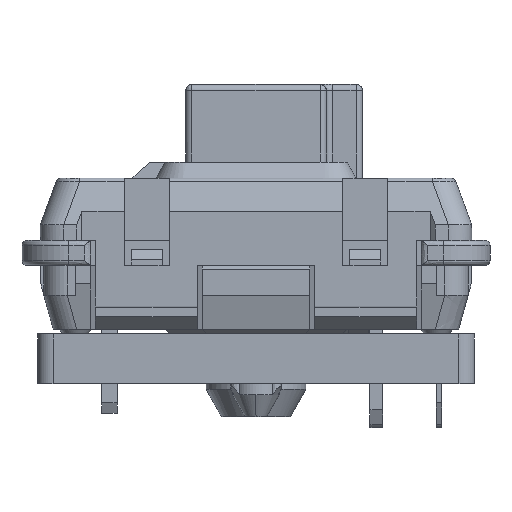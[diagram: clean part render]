
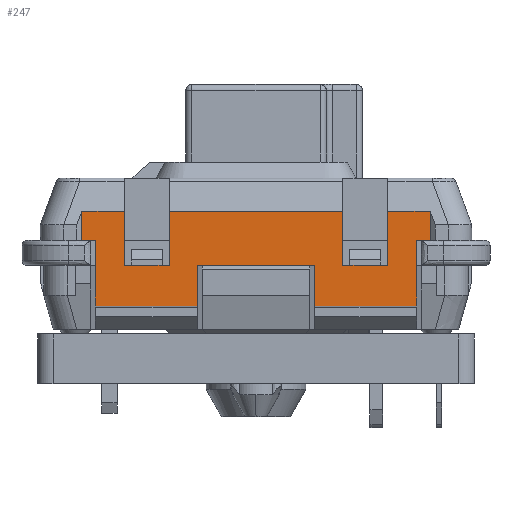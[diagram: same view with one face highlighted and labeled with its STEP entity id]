
A CAD part, left-side view. The second image highlights one B-rep face of the part: STEP entity #247.
In plain terms, the highlighted planar face has unit normal (-1, 0, 0).
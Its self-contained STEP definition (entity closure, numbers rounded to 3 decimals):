
#247=ADVANCED_FACE('',(#802),#9081,.T.);
#802=FACE_OUTER_BOUND('',#1358,.T.);
#1358=EDGE_LOOP('',(#2312,#2313,#2314,#2315,#2316,#2317,#2318,#2319,#2320,
#2321,#2322,#2323,#2324,#2325,#2326,#2327,#2328,#2329,#2330,#2331));
#2312=ORIENTED_EDGE('',*,*,#4840,.F.);
#2313=ORIENTED_EDGE('',*,*,#5102,.F.);
#2314=ORIENTED_EDGE('',*,*,#5105,.T.);
#2315=ORIENTED_EDGE('',*,*,#5097,.F.);
#2316=ORIENTED_EDGE('',*,*,#5074,.T.);
#2317=ORIENTED_EDGE('',*,*,#5071,.F.);
#2318=ORIENTED_EDGE('',*,*,#5057,.F.);
#2319=ORIENTED_EDGE('',*,*,#5067,.F.);
#2320=ORIENTED_EDGE('',*,*,#5037,.T.);
#2321=ORIENTED_EDGE('',*,*,#5033,.F.);
#2322=ORIENTED_EDGE('',*,*,#5022,.F.);
#2323=ORIENTED_EDGE('',*,*,#5028,.F.);
#2324=ORIENTED_EDGE('',*,*,#5106,.T.);
#2325=ORIENTED_EDGE('',*,*,#5101,.F.);
#2326=ORIENTED_EDGE('',*,*,#5104,.T.);
#2327=ORIENTED_EDGE('',*,*,#5103,.F.);
#2328=ORIENTED_EDGE('',*,*,#5107,.F.);
#2329=ORIENTED_EDGE('',*,*,#4853,.F.);
#2330=ORIENTED_EDGE('',*,*,#4832,.T.);
#2331=ORIENTED_EDGE('',*,*,#4855,.F.);
#4832=EDGE_CURVE('',#7792,#7791,#6871,.T.);
#4840=EDGE_CURVE('',#7797,#7798,#6879,.T.);
#4853=EDGE_CURVE('',#7792,#7809,#6892,.T.);
#4855=EDGE_CURVE('',#7798,#7791,#6894,.T.);
#5022=EDGE_CURVE('',#7925,#7924,#7061,.T.);
#5028=EDGE_CURVE('',#7927,#7925,#7067,.T.);
#5033=EDGE_CURVE('',#7924,#7931,#7072,.T.);
#5037=EDGE_CURVE('',#7934,#7931,#6298,.T.);
#5057=EDGE_CURVE('',#7951,#7950,#7094,.T.);
#5067=EDGE_CURVE('',#7934,#7951,#7104,.T.);
#5071=EDGE_CURVE('',#7950,#7957,#7108,.T.);
#5074=EDGE_CURVE('',#7960,#7957,#6302,.T.);
#5097=EDGE_CURVE('',#7960,#7977,#7128,.T.);
#5101=EDGE_CURVE('',#7981,#7978,#7132,.T.);
#5102=EDGE_CURVE('',#7982,#7797,#7133,.T.);
#5103=EDGE_CURVE('',#7983,#7984,#7134,.T.);
#5104=EDGE_CURVE('',#7981,#7984,#7135,.T.);
#5105=EDGE_CURVE('',#7982,#7977,#7136,.T.);
#5106=EDGE_CURVE('',#7927,#7978,#6306,.T.);
#5107=EDGE_CURVE('',#7809,#7983,#7137,.T.);
#6298=(
BOUNDED_CURVE()
B_SPLINE_CURVE(2,(#12273,#12274,#12275),.UNSPECIFIED.,.F.,.F.)
B_SPLINE_CURVE_WITH_KNOTS((3,3),(-9.017,-3.305),
 .UNSPECIFIED.)
CURVE()
GEOMETRIC_REPRESENTATION_ITEM()
RATIONAL_B_SPLINE_CURVE((1.,1.,1.))
REPRESENTATION_ITEM('')
);
#6302=(
BOUNDED_CURVE()
B_SPLINE_CURVE(2,(#12356,#12357,#12358),.UNSPECIFIED.,.F.,.F.)
B_SPLINE_CURVE_WITH_KNOTS((3,3),(-11.894,-10.498),
 .UNSPECIFIED.)
CURVE()
GEOMETRIC_REPRESENTATION_ITEM()
RATIONAL_B_SPLINE_CURVE((1.,1.,1.))
REPRESENTATION_ITEM('')
);
#6306=(
BOUNDED_CURVE()
B_SPLINE_CURVE(2,(#12429,#12430,#12431),.UNSPECIFIED.,.F.,.F.)
B_SPLINE_CURVE_WITH_KNOTS((3,3),(-1.825,-0.428),
 .UNSPECIFIED.)
CURVE()
GEOMETRIC_REPRESENTATION_ITEM()
RATIONAL_B_SPLINE_CURVE((1.,1.,1.))
REPRESENTATION_ITEM('')
);
#6871=B_SPLINE_CURVE_WITH_KNOTS('',1,(#11416,#11417),.UNSPECIFIED.,.F.,
 .F.,(2,2),(-3.755,0.),.UNSPECIFIED.);
#6879=B_SPLINE_CURVE_WITH_KNOTS('',1,(#11433,#11434),.UNSPECIFIED.,.F.,
 .F.,(2,2),(2.974,6.242),.UNSPECIFIED.);
#6892=B_SPLINE_CURVE_WITH_KNOTS('',1,(#11459,#11460),.UNSPECIFIED.,.F.,
 .F.,(2,2),(0.,0.794),.UNSPECIFIED.);
#6894=B_SPLINE_CURVE_WITH_KNOTS('',1,(#11463,#11464),.UNSPECIFIED.,.F.,
 .F.,(2,2),(-0.794,0.),.UNSPECIFIED.);
#7061=B_SPLINE_CURVE_WITH_KNOTS('',1,(#12241,#12242),.UNSPECIFIED.,.F.,
 .F.,(2,2),(0.,1.441),.UNSPECIFIED.);
#7067=B_SPLINE_CURVE_WITH_KNOTS('',1,(#12253,#12254),.UNSPECIFIED.,.F.,
 .F.,(2,2),(1.587,2.8),.UNSPECIFIED.);
#7072=B_SPLINE_CURVE_WITH_KNOTS('',1,(#12265,#12266),.UNSPECIFIED.,.F.,
 .F.,(2,2),(-2.8,-1.587),.UNSPECIFIED.);
#7094=B_SPLINE_CURVE_WITH_KNOTS('',1,(#12319,#12320),.UNSPECIFIED.,.F.,
 .F.,(2,2),(-1.441,0.),.UNSPECIFIED.);
#7104=B_SPLINE_CURVE_WITH_KNOTS('',1,(#12339,#12340),.UNSPECIFIED.,.F.,
 .F.,(2,2),(1.587,2.8),.UNSPECIFIED.);
#7108=B_SPLINE_CURVE_WITH_KNOTS('',1,(#12349,#12350),.UNSPECIFIED.,.F.,
 .F.,(2,2),(-2.8,-1.587),.UNSPECIFIED.);
#7128=B_SPLINE_CURVE_WITH_KNOTS('',1,(#12409,#12410),.UNSPECIFIED.,.F.,
 .F.,(2,2),(2.589,3.531),.UNSPECIFIED.);
#7132=B_SPLINE_CURVE_WITH_KNOTS('',1,(#12419,#12420),.UNSPECIFIED.,.F.,
 .F.,(2,2),(-3.531,-2.589),.UNSPECIFIED.);
#7133=B_SPLINE_CURVE_WITH_KNOTS('',1,(#12421,#12422),.UNSPECIFIED.,.F.,
 .F.,(2,2),(3.531,5.635),.UNSPECIFIED.);
#7134=B_SPLINE_CURVE_WITH_KNOTS('',1,(#12423,#12424),.UNSPECIFIED.,.F.,
 .F.,(2,2),(0.179,2.283),.UNSPECIFIED.);
#7135=B_SPLINE_CURVE_WITH_KNOTS('',1,(#12425,#12426),.UNSPECIFIED.,.F.,
 .F.,(2,2),(-12.166,-11.69),.UNSPECIFIED.);
#7136=B_SPLINE_CURVE_WITH_KNOTS('',1,(#12427,#12428),.UNSPECIFIED.,.F.,
 .F.,(2,2),(-0.476,0.),.UNSPECIFIED.);
#7137=B_SPLINE_CURVE_WITH_KNOTS('',1,(#12432,#12433),.UNSPECIFIED.,.F.,
 .F.,(2,2),(9.997,13.265),.UNSPECIFIED.);
#7791=VERTEX_POINT('',#11031);
#7792=VERTEX_POINT('',#11032);
#7797=VERTEX_POINT('',#11037);
#7798=VERTEX_POINT('',#11038);
#7809=VERTEX_POINT('',#11049);
#7924=VERTEX_POINT('',#11164);
#7925=VERTEX_POINT('',#11165);
#7927=VERTEX_POINT('',#11167);
#7931=VERTEX_POINT('',#11171);
#7934=VERTEX_POINT('',#11174);
#7950=VERTEX_POINT('',#11190);
#7951=VERTEX_POINT('',#11191);
#7957=VERTEX_POINT('',#11197);
#7960=VERTEX_POINT('',#11200);
#7977=VERTEX_POINT('',#11217);
#7978=VERTEX_POINT('',#11218);
#7981=VERTEX_POINT('',#11221);
#7982=VERTEX_POINT('',#11222);
#7983=VERTEX_POINT('',#11223);
#7984=VERTEX_POINT('',#11224);
#9081=PLANE('',#9365);
#9365=AXIS2_PLACEMENT_3D('',#10471,#9632,$);
#9632=DIRECTION('',(-1.,0.,0.));
#10471=CARTESIAN_POINT('',(-6.749,5.582,1.742));
#11031=CARTESIAN_POINT('',(-6.749,-1.878,0.));
#11032=CARTESIAN_POINT('',(-6.749,1.878,0.));
#11037=CARTESIAN_POINT('',(-6.749,-5.145,-1.304));
#11038=CARTESIAN_POINT('',(-6.749,-1.878,-1.304));
#11049=CARTESIAN_POINT('',(-6.749,1.878,-1.304));
#11164=CARTESIAN_POINT('',(-6.749,2.781,0.));
#11165=CARTESIAN_POINT('',(-6.749,4.222,0.));
#11167=CARTESIAN_POINT('',(-6.749,4.222,1.742));
#11171=CARTESIAN_POINT('',(-6.749,2.781,1.742));
#11174=CARTESIAN_POINT('',(-6.749,-2.781,1.742));
#11190=CARTESIAN_POINT('',(-6.749,-4.222,0.));
#11191=CARTESIAN_POINT('',(-6.749,-2.781,0.));
#11197=CARTESIAN_POINT('',(-6.749,-4.222,1.742));
#11200=CARTESIAN_POINT('',(-6.749,-5.582,1.742));
#11217=CARTESIAN_POINT('',(-6.749,-5.582,0.8));
#11218=CARTESIAN_POINT('',(-6.749,5.582,1.742));
#11221=CARTESIAN_POINT('',(-6.749,5.582,0.8));
#11222=CARTESIAN_POINT('',(-6.749,-5.145,0.8));
#11223=CARTESIAN_POINT('',(-6.749,5.145,-1.304));
#11224=CARTESIAN_POINT('',(-6.749,5.145,0.8));
#11416=CARTESIAN_POINT('',(-6.749,1.878,0.));
#11417=CARTESIAN_POINT('',(-6.749,-1.878,0.));
#11433=CARTESIAN_POINT('',(-6.749,-5.145,-1.304));
#11434=CARTESIAN_POINT('',(-6.749,-1.878,-1.304));
#11459=CARTESIAN_POINT('',(-6.749,1.878,0.));
#11460=CARTESIAN_POINT('',(-6.749,1.878,-1.304));
#11463=CARTESIAN_POINT('',(-6.749,-1.878,-1.304));
#11464=CARTESIAN_POINT('',(-6.749,-1.878,0.));
#12241=CARTESIAN_POINT('',(-6.749,4.222,0.));
#12242=CARTESIAN_POINT('',(-6.749,2.781,0.));
#12253=CARTESIAN_POINT('',(-6.749,4.222,1.742));
#12254=CARTESIAN_POINT('',(-6.749,4.222,0.));
#12265=CARTESIAN_POINT('',(-6.749,2.781,0.));
#12266=CARTESIAN_POINT('',(-6.749,2.781,1.742));
#12273=CARTESIAN_POINT('',(-6.749,-2.781,1.742));
#12274=CARTESIAN_POINT('',(-6.749,0.,1.742));
#12275=CARTESIAN_POINT('',(-6.749,2.781,1.742));
#12319=CARTESIAN_POINT('',(-6.749,-2.781,0.));
#12320=CARTESIAN_POINT('',(-6.749,-4.222,0.));
#12339=CARTESIAN_POINT('',(-6.749,-2.781,1.742));
#12340=CARTESIAN_POINT('',(-6.749,-2.781,0.));
#12349=CARTESIAN_POINT('',(-6.749,-4.222,0.));
#12350=CARTESIAN_POINT('',(-6.749,-4.222,1.742));
#12356=CARTESIAN_POINT('',(-6.749,-5.582,1.742));
#12357=CARTESIAN_POINT('',(-6.749,-4.902,1.742));
#12358=CARTESIAN_POINT('',(-6.749,-4.222,1.742));
#12409=CARTESIAN_POINT('',(-6.749,-5.582,1.742));
#12410=CARTESIAN_POINT('',(-6.749,-5.582,0.8));
#12419=CARTESIAN_POINT('',(-6.749,5.582,0.8));
#12420=CARTESIAN_POINT('',(-6.749,5.582,1.742));
#12421=CARTESIAN_POINT('',(-6.749,-5.145,0.8));
#12422=CARTESIAN_POINT('',(-6.749,-5.145,-1.304));
#12423=CARTESIAN_POINT('',(-6.749,5.145,-1.304));
#12424=CARTESIAN_POINT('',(-6.749,5.145,0.8));
#12425=CARTESIAN_POINT('',(-6.749,5.582,0.8));
#12426=CARTESIAN_POINT('',(-6.749,5.145,0.8));
#12427=CARTESIAN_POINT('',(-6.749,-5.145,0.8));
#12428=CARTESIAN_POINT('',(-6.749,-5.582,0.8));
#12429=CARTESIAN_POINT('',(-6.749,4.222,1.742));
#12430=CARTESIAN_POINT('',(-6.749,4.902,1.742));
#12431=CARTESIAN_POINT('',(-6.749,5.582,1.742));
#12432=CARTESIAN_POINT('',(-6.749,1.878,-1.304));
#12433=CARTESIAN_POINT('',(-6.749,5.145,-1.304));
